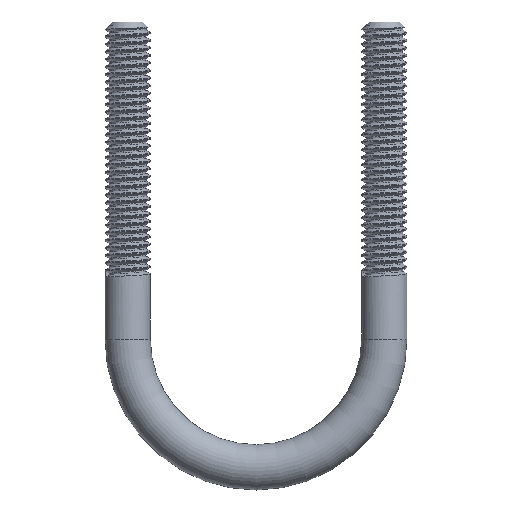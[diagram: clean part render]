
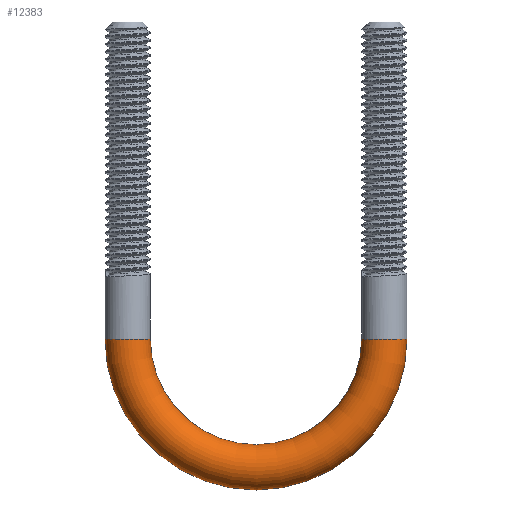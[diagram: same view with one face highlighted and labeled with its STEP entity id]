
A CAD part, front view. The second image highlights one B-rep face of the part: STEP entity #12383.
In plain terms, the highlighted toroidal (fillet/blend) face has major radius 17 mm and minor radius 3 mm.
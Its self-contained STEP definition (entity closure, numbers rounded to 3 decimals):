
#430 = DIRECTION ( 'NONE',  ( 0., 1., 0. ) ) ;
#486 = CIRCLE ( 'NONE', #2682, 3. ) ;
#502 = CARTESIAN_POINT ( 'NONE',  ( 0.5, 0., -113.642 ) ) ;
#1002 = TOROIDAL_SURFACE ( 'NONE', #4678, 17., 3. ) ;
#1332 = CARTESIAN_POINT ( 'NONE',  ( -19.5, 0., -113.642 ) ) ;
#1357 = DIRECTION ( 'NONE',  ( 0., 1., 0. ) ) ;
#1694 = AXIS2_PLACEMENT_3D ( 'NONE', #14899, #10060, #1896 ) ;
#1896 = DIRECTION ( 'NONE',  ( 0., 0., 1. ) ) ;
#2198 = EDGE_LOOP ( 'NONE', ( #15212, #9381, #3818, #14600 ) ) ;
#2682 = AXIS2_PLACEMENT_3D ( 'NONE', #3408, #12804, #11651 ) ;
#2990 = VERTEX_POINT ( 'NONE', #5864 ) ;
#3408 = CARTESIAN_POINT ( 'NONE',  ( 17.5, 0., -113.642 ) ) ;
#3818 = ORIENTED_EDGE ( 'NONE', *, *, #3846, .T. ) ;
#3846 = EDGE_CURVE ( 'NONE', #2990, #12766, #4892, .T. ) ;
#3985 = VERTEX_POINT ( 'NONE', #1332 ) ;
#4416 = AXIS2_PLACEMENT_3D ( 'NONE', #4551, #9256, #13936 ) ;
#4551 = CARTESIAN_POINT ( 'NONE',  ( -16.5, 0., -113.642 ) ) ;
#4678 = AXIS2_PLACEMENT_3D ( 'NONE', #502, #430, #9664 ) ;
#4892 = CIRCLE ( 'NONE', #15205, 14. ) ;
#4893 = VERTEX_POINT ( 'NONE', #14090 ) ;
#5799 = EDGE_CURVE ( 'NONE', #4893, #3985, #10797, .T. ) ;
#5864 = CARTESIAN_POINT ( 'NONE',  ( 14.5, 0., -113.642 ) ) ;
#6802 = EDGE_CURVE ( 'NONE', #2990, #4893, #486, .T. ) ;
#8175 = EDGE_CURVE ( 'NONE', #12766, #3985, #12769, .T. ) ;
#8355 = CARTESIAN_POINT ( 'NONE',  ( 0.5, 0., -113.642 ) ) ;
#9256 = DIRECTION ( 'NONE',  ( 0., 0., -1. ) ) ;
#9381 = ORIENTED_EDGE ( 'NONE', *, *, #6802, .F. ) ;
#9664 = DIRECTION ( 'NONE',  ( 0., 0., 1. ) ) ;
#10060 = DIRECTION ( 'NONE',  ( 0., 1., 0. ) ) ;
#10797 = CIRCLE ( 'NONE', #1694, 20. ) ;
#10894 = DIRECTION ( 'NONE',  ( 0., 0., 1. ) ) ;
#10957 = FACE_OUTER_BOUND ( 'NONE', #2198, .T. ) ;
#11417 = CARTESIAN_POINT ( 'NONE',  ( -13.5, 0., -113.642 ) ) ;
#11651 = DIRECTION ( 'NONE',  ( 1., 0., 0. ) ) ;
#12383 = ADVANCED_FACE ( 'NONE', ( #10957 ), #1002, .T. ) ;
#12766 = VERTEX_POINT ( 'NONE', #11417 ) ;
#12769 = CIRCLE ( 'NONE', #4416, 3. ) ;
#12804 = DIRECTION ( 'NONE',  ( 0., 0., 1. ) ) ;
#13936 = DIRECTION ( 'NONE',  ( -1., 0., 0. ) ) ;
#14090 = CARTESIAN_POINT ( 'NONE',  ( 20.5, 0., -113.642 ) ) ;
#14600 = ORIENTED_EDGE ( 'NONE', *, *, #8175, .T. ) ;
#14899 = CARTESIAN_POINT ( 'NONE',  ( 0.5, 0., -113.642 ) ) ;
#15205 = AXIS2_PLACEMENT_3D ( 'NONE', #8355, #1357, #10894 ) ;
#15212 = ORIENTED_EDGE ( 'NONE', *, *, #5799, .F. ) ;
